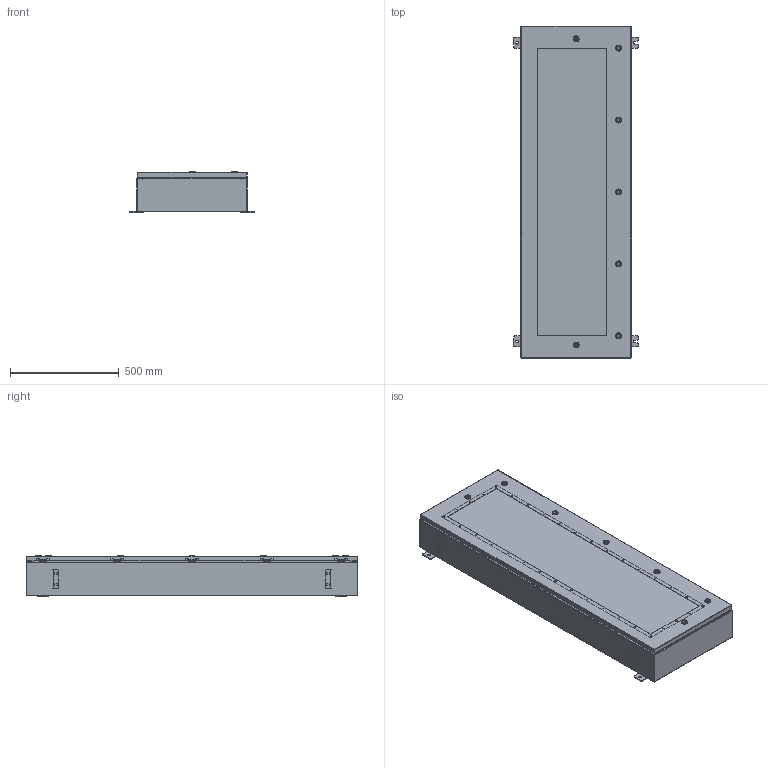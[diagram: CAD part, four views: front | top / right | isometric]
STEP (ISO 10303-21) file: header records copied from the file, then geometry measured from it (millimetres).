
FILE_DESCRIPTION (( 'STEP AP214' ), '1' );
FILE_NAME ('CHDSS6206006VD STP.STEP', '2016-12-06T20:57:39', ( 'change1' ), ( 'Microsoft' ), 'SwSTEP 2.0', 'SolidWorks 2015', '' );
FILE_SCHEMA (( 'AUTOMOTIVE_DESIGN' ));
Length unit declared in the file: inch
Products named in the file (16): CHDSS6206006VD TURN-LTCH ASSY; CHDSS6206006VD LEXAN; CHDSS6206006VD Bottom; CHDSS6206006VD HW-CLH-R-095-2845_233015-Allegis; Concealed Hinge enclosure side; CHDSS6206006VD Monitor brkt; CHDSS6206006VD Cover; CHDSS6206006VD Bottom brkt; CHDSS6206006VD Mounting Feet; CHDSS6206006VD Body; Concealed Hinge (Cover Side); CHDSS6206006VD STP; CHDSS6206006VD Top; CHDSS6206006VD HW-CLH-R001-0100; CHDSS6206006VD Top brkt; CHDSS6206006VD Monitor
Assembly tree (35 placements, depth 3):
  CHDSS6206006VD STP
    CHDSS6206006VD Mounting Feet  x4
    CHDSS6206006VD Cover
    CHDSS6206006VD Body
    CHDSS6206006VD Bottom
    CHDSS6206006VD Top
    Concealed Hinge (Cover Side)  x5
    Concealed Hinge enclosure side  x5
    CHDSS6206006VD Top brkt  x2
    CHDSS6206006VD Bottom brkt  x2
    CHDSS6206006VD Monitor
    CHDSS6206006VD Monitor brkt  x2
    CHDSS6206006VD LEXAN
    CHDSS6206006VD TURN-LTCH ASSY  x7
      CHDSS6206006VD HW-CLH-R001-0100
      CHDSS6206006VD HW-CLH-R-095-2845_233015-Allegis
Bounding box: 571.5 x 1524 x 189.94 mm (x, y, z)
Volume: 14125910.7 mm3; surface area: 6013721.4 mm2
Topology: 82 solids, 82 shells, 4364 faces, 11621 edges, 7457 vertices
Faces by surface type: cylinder 1910, plane 1504, cone 868, bspline 82
Entity records: 35890 total; most frequent: CARTESIAN_POINT 8724, ORIENTED_EDGE 5566, DIRECTION 5424, EDGE_CURVE 2783, AXIS2_PLACEMENT_3D 1911, VERTEX_POINT 1763, VECTOR 1602, LINE 1602
